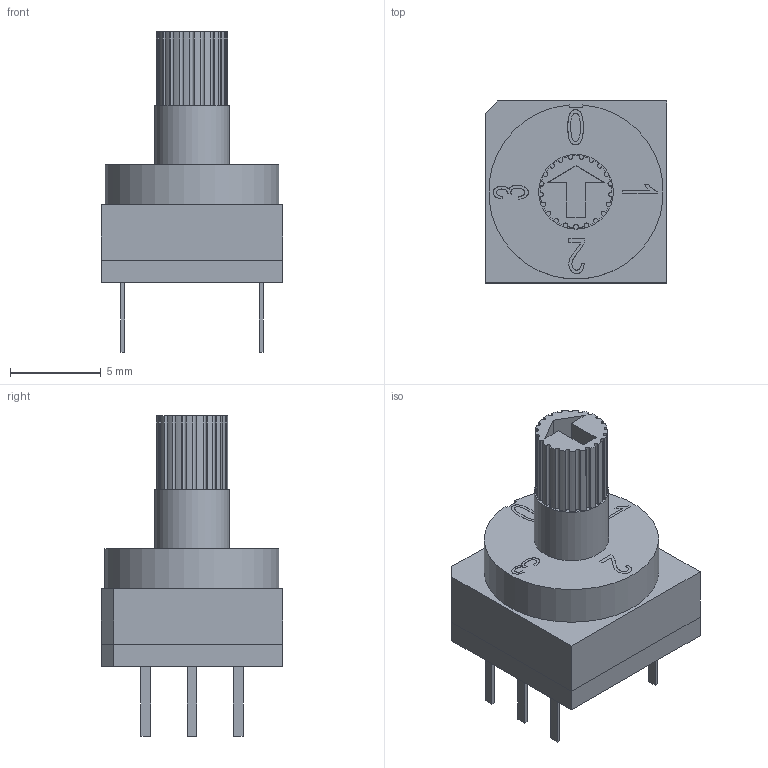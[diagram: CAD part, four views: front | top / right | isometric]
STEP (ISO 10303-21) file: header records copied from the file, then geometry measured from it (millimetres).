
FILE_DESCRIPTION(/* description */ (''),/* implementation_level */ '2;1');
FILE_NAME(/* name */ 'RDTBx04P2x.stp',/* time_stamp */ '2025-06-03T11:19:38-05:00',/* author */ ('mroman'),/* organization */ (''),/* preprocessor_version */ 'ST-DEVELOPER v18.1',/* originating_system */ 'Autodesk Inventor 2022',/* authorisation */ '');
FILE_SCHEMA (('AUTOMOTIVE_DESIGN { 1 0 10303 214 3 1 1 }'));
Length unit declared in the file: centimetre
Products named in the file (1): RDTBx04P2x
Bounding box: 10 x 10 x 17.6 mm (x, y, z)
Volume: 631.8 mm3; surface area: 720.5 mm2
Topology: 1 solids, 2 shells, 190 faces, 511 edges, 339 vertices
Faces by surface type: plane 113, cylinder 45, bspline 32
Full cylindrical faces by diameter (mm): 4.1 x2
Entity records: 6118 total; most frequent: CARTESIAN_POINT 1445, ORIENTED_EDGE 1022, DIRECTION 855, EDGE_CURVE 511, LINE 357, VECTOR 357, VERTEX_POINT 339, AXIS2_PLACEMENT_3D 249
